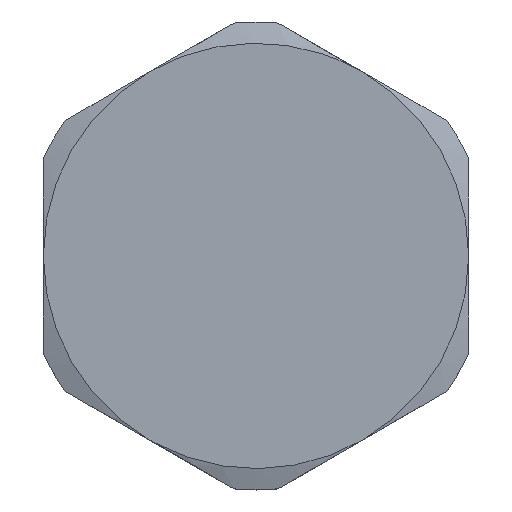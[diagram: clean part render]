
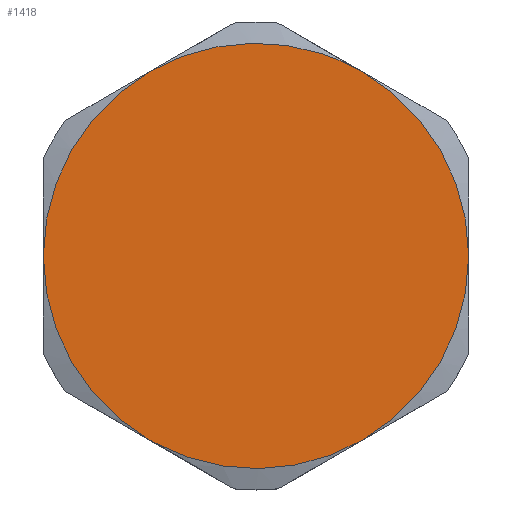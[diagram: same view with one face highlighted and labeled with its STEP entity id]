
A CAD part, top view. The second image highlights one B-rep face of the part: STEP entity #1418.
In plain terms, the highlighted planar face has unit normal (0, 0, 1).
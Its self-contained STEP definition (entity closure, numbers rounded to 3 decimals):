
#1285=AXIS2_PLACEMENT_3D('Circle Axis2P3D',#1283,#1284,$) ;
#1297=AXIS2_PLACEMENT_3D('Circle Axis2P3D',#1295,#1296,$) ;
#1338=AXIS2_PLACEMENT_3D('Circle Axis2P3D',#1336,#1337,$) ;
#1349=AXIS2_PLACEMENT_3D('Circle Axis2P3D',#1347,#1348,$) ;
#1361=AXIS2_PLACEMENT_3D('Circle Axis2P3D',#1359,#1360,$) ;
#1373=AXIS2_PLACEMENT_3D('Circle Axis2P3D',#1371,#1372,$) ;
#1394=AXIS2_PLACEMENT_3D('Circle Axis2P3D',#1392,#1393,$) ;
#1406=AXIS2_PLACEMENT_3D('Plane Axis2P3D',#1403,#1404,#1405) ;
#875=CARTESIAN_POINT('Vertex',(0.,22.,21.)) ;
#938=CARTESIAN_POINT('Vertex',(10.,39.321,21.)) ;
#1035=CARTESIAN_POINT('Vertex',(30.,39.321,21.)) ;
#1099=CARTESIAN_POINT('Vertex',(40.,22.,21.)) ;
#1162=CARTESIAN_POINT('Vertex',(30.,4.679,21.)) ;
#1255=CARTESIAN_POINT('Vertex',(10.,4.679,21.)) ;
#1283=CARTESIAN_POINT('Axis2P3D Location',(20.,22.,21.)) ;
#1295=CARTESIAN_POINT('Axis2P3D Location',(20.,22.,21.)) ;
#1308=CARTESIAN_POINT('Control Point',(10.,39.321,21.)) ;
#1309=CARTESIAN_POINT('Control Point',(13.546,41.368,21.)) ;
#1310=CARTESIAN_POINT('Control Point',(17.616,42.508,21.)) ;
#1311=CARTESIAN_POINT('Control Point',(21.9,42.559,21.)) ;
#1312=CARTESIAN_POINT('Control Point',(25.995,41.515,21.)) ;
#1313=CARTESIAN_POINT('Control Point',(29.589,39.552,21.)) ;
#1314=CARTESIAN_POINT('Vertex',(29.589,39.552,21.)) ;
#1336=CARTESIAN_POINT('Axis2P3D Location',(20.,22.,21.)) ;
#1347=CARTESIAN_POINT('Axis2P3D Location',(20.,22.,21.)) ;
#1359=CARTESIAN_POINT('Axis2P3D Location',(20.,22.,21.)) ;
#1371=CARTESIAN_POINT('Axis2P3D Location',(20.,22.,21.)) ;
#1375=CARTESIAN_POINT('Vertex',(10.411,4.448,21.)) ;
#1392=CARTESIAN_POINT('Axis2P3D Location',(20.,22.,21.)) ;
#1403=CARTESIAN_POINT('Axis2P3D Location',(20.,22.,21.)) ;
#1284=DIRECTION('Axis2P3D Direction',(0.,0.,-1.)) ;
#1296=DIRECTION('Axis2P3D Direction',(0.,0.,-1.)) ;
#1337=DIRECTION('Axis2P3D Direction',(0.,0.,-1.)) ;
#1348=DIRECTION('Axis2P3D Direction',(0.,0.,-1.)) ;
#1360=DIRECTION('Axis2P3D Direction',(0.,0.,-1.)) ;
#1372=DIRECTION('Axis2P3D Direction',(0.,0.,-1.)) ;
#1393=DIRECTION('Axis2P3D Direction',(0.,0.,-1.)) ;
#1404=DIRECTION('Axis2P3D Direction',(0.,0.,-1.)) ;
#1405=DIRECTION('Axis2P3D XDirection',(0.,-1.,0.)) ;
#1409=ORIENTED_EDGE('',*,*,#1340,.F.) ;
#1410=ORIENTED_EDGE('',*,*,#1316,.F.) ;
#1411=ORIENTED_EDGE('',*,*,#1299,.F.) ;
#1412=ORIENTED_EDGE('',*,*,#1287,.F.) ;
#1413=ORIENTED_EDGE('',*,*,#1396,.F.) ;
#1414=ORIENTED_EDGE('',*,*,#1377,.F.) ;
#1415=ORIENTED_EDGE('',*,*,#1363,.F.) ;
#1416=ORIENTED_EDGE('',*,*,#1351,.F.) ;
#1418=ADVANCED_FACE('STOPPER_PLUG_M32',(#1417),#1407,.F.) ;
#1307=B_SPLINE_CURVE_WITH_KNOTS('',5,(#1308,#1309,#1310,#1311,#1312,#1313),.UNSPECIFIED.,.F.,.U.,(6,6),(-51.18,51.18),.UNSPECIFIED.) ;
#1286=CIRCLE('generated circle',#1285,20.) ;
#1298=CIRCLE('generated circle',#1297,20.) ;
#1339=CIRCLE('generated circle',#1338,20.) ;
#1350=CIRCLE('generated circle',#1349,20.) ;
#1362=CIRCLE('generated circle',#1361,20.) ;
#1374=CIRCLE('generated circle',#1373,20.) ;
#1395=CIRCLE('generated circle',#1394,20.) ;
#1287=EDGE_CURVE('',#1256,#876,#1286,.T.) ;
#1299=EDGE_CURVE('',#876,#939,#1298,.T.) ;
#1316=EDGE_CURVE('',#939,#1315,#1307,.T.) ;
#1340=EDGE_CURVE('',#1315,#1036,#1339,.T.) ;
#1351=EDGE_CURVE('',#1036,#1100,#1350,.T.) ;
#1363=EDGE_CURVE('',#1100,#1163,#1362,.T.) ;
#1377=EDGE_CURVE('',#1163,#1376,#1374,.T.) ;
#1396=EDGE_CURVE('',#1376,#1256,#1395,.T.) ;
#1408=EDGE_LOOP('',(#1409,#1410,#1411,#1412,#1413,#1414,#1415,#1416)) ;
#1417=FACE_OUTER_BOUND('',#1408,.T.) ;
#1407=PLANE('',#1406) ;
#876=VERTEX_POINT('',#875) ;
#939=VERTEX_POINT('',#938) ;
#1036=VERTEX_POINT('',#1035) ;
#1100=VERTEX_POINT('',#1099) ;
#1163=VERTEX_POINT('',#1162) ;
#1256=VERTEX_POINT('',#1255) ;
#1315=VERTEX_POINT('',#1314) ;
#1376=VERTEX_POINT('',#1375) ;
